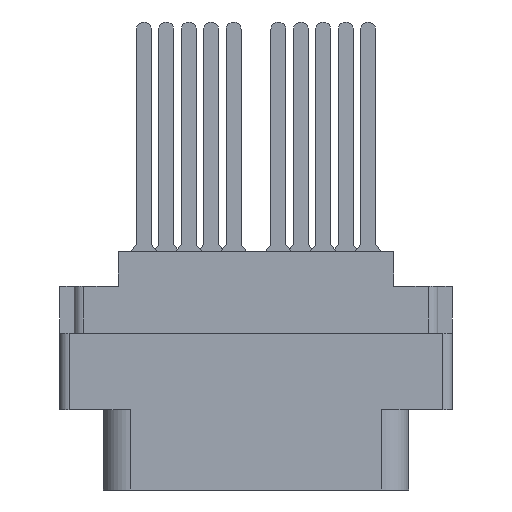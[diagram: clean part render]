
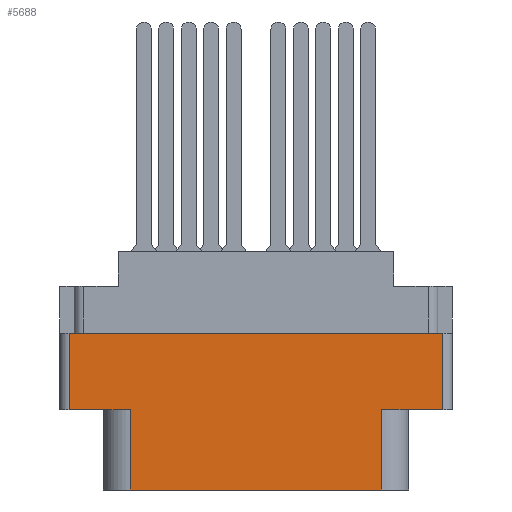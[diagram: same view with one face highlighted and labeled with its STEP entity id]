
A CAD part, front view. The second image highlights one B-rep face of the part: STEP entity #5688.
In plain terms, the highlighted planar face has unit normal (0, -1, 0).
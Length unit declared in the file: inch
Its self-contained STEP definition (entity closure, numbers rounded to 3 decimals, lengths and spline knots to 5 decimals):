
#86 = VECTOR ( 'NONE', #12768, 39.37008 ) ;
#638 = EDGE_CURVE ( 'NONE', #17564, #20787, #12413, .T. ) ;
#716 = VERTEX_POINT ( 'NONE', #23427 ) ;
#807 = FACE_OUTER_BOUND ( 'NONE', #4970, .T. ) ;
#2260 = VERTEX_POINT ( 'NONE', #7126 ) ;
#2582 = VECTOR ( 'NONE', #12347, 39.37008 ) ;
#2870 = CARTESIAN_POINT ( 'NONE',  ( 0.42052, -0.343, -0.529 ) ) ;
#3244 = EDGE_CURVE ( 'NONE', #20787, #716, #14320, .T. ) ;
#3325 = LINE ( 'NONE', #23243, #22298 ) ;
#3697 = VERTEX_POINT ( 'NONE', #11822 ) ;
#3994 = VECTOR ( 'NONE', #19537, 39.37008 ) ;
#4970 = EDGE_LOOP ( 'NONE', ( #22908, #10828, #10552, #15459, #20012, #6531, #22240, #21073 ) ) ;
#5120 = VECTOR ( 'NONE', #22136, 39.37008 ) ;
#5411 = LINE ( 'NONE', #23187, #3994 ) ;
#5503 = CARTESIAN_POINT ( 'NONE',  ( -0.624, -0.343, -0.274 ) ) ;
#5688 = ADVANCED_FACE ( 'NONE', ( #807 ), #14384, .T. ) ;
#5893 = VERTEX_POINT ( 'NONE', #5503 ) ;
#5905 = EDGE_CURVE ( 'NONE', #5893, #23391, #16108, .T. ) ;
#6329 = VERTEX_POINT ( 'NONE', #12200 ) ;
#6531 = ORIENTED_EDGE ( 'NONE', *, *, #3244, .T. ) ;
#6665 = VECTOR ( 'NONE', #15661, 39.37008 ) ;
#7126 = CARTESIAN_POINT ( 'NONE',  ( -0.42052, -0.343, -0.529 ) ) ;
#8383 = CARTESIAN_POINT ( 'NONE',  ( -0.656, -0.343, -0.798 ) ) ;
#8661 = EDGE_CURVE ( 'NONE', #6329, #2260, #13387, .T. ) ;
#8724 = DIRECTION ( 'NONE',  ( 0., 0., -1. ) ) ;
#8743 = CARTESIAN_POINT ( 'NONE',  ( -0.42052, -0.343, -0.798 ) ) ;
#10445 = DIRECTION ( 'NONE',  ( 0., -1., 0. ) ) ;
#10552 = ORIENTED_EDGE ( 'NONE', *, *, #8661, .T. ) ;
#10828 = ORIENTED_EDGE ( 'NONE', *, *, #16279, .T. ) ;
#11822 = CARTESIAN_POINT ( 'NONE',  ( 0.624, -0.343, -0.529 ) ) ;
#12153 = CARTESIAN_POINT ( 'NONE',  ( 0., -0.343, -0.529 ) ) ;
#12172 = DIRECTION ( 'NONE',  ( 0., 0., 1. ) ) ;
#12200 = CARTESIAN_POINT ( 'NONE',  ( -0.624, -0.343, -0.529 ) ) ;
#12347 = DIRECTION ( 'NONE',  ( 1., 0., 0. ) ) ;
#12413 = LINE ( 'NONE', #8383, #2582 ) ;
#12768 = DIRECTION ( 'NONE',  ( 0., 0., -1. ) ) ;
#12779 = LINE ( 'NONE', #17617, #86 ) ;
#13387 = LINE ( 'NONE', #12153, #20528 ) ;
#13557 = AXIS2_PLACEMENT_3D ( 'NONE', #19734, #10445, #8724 ) ;
#14320 = LINE ( 'NONE', #2870, #19170 ) ;
#14384 = PLANE ( 'NONE',  #13557 ) ;
#15459 = ORIENTED_EDGE ( 'NONE', *, *, #22574, .T. ) ;
#15661 = DIRECTION ( 'NONE',  ( -1., 0., 0. ) ) ;
#16108 = LINE ( 'NONE', #21818, #5120 ) ;
#16279 = EDGE_CURVE ( 'NONE', #5893, #6329, #5411, .T. ) ;
#16512 = CARTESIAN_POINT ( 'NONE',  ( 0.42052, -0.343, -0.798 ) ) ;
#17052 = LINE ( 'NONE', #19216, #6665 ) ;
#17564 = VERTEX_POINT ( 'NONE', #8743 ) ;
#17617 = CARTESIAN_POINT ( 'NONE',  ( -0.42052, -0.343, -0.798 ) ) ;
#17791 = DIRECTION ( 'NONE',  ( 0., 0., 1. ) ) ;
#19170 = VECTOR ( 'NONE', #17791, 39.37008 ) ;
#19185 = DIRECTION ( 'NONE',  ( 1., 0., 0. ) ) ;
#19216 = CARTESIAN_POINT ( 'NONE',  ( 0., -0.343, -0.529 ) ) ;
#19537 = DIRECTION ( 'NONE',  ( 0., 0., -1. ) ) ;
#19734 = CARTESIAN_POINT ( 'NONE',  ( -0.656, -0.343, -0.798 ) ) ;
#20012 = ORIENTED_EDGE ( 'NONE', *, *, #638, .T. ) ;
#20528 = VECTOR ( 'NONE', #19185, 39.37008 ) ;
#20674 = EDGE_CURVE ( 'NONE', #3697, #23391, #3325, .T. ) ;
#20728 = CARTESIAN_POINT ( 'NONE',  ( 0.624, -0.343, -0.274 ) ) ;
#20787 = VERTEX_POINT ( 'NONE', #16512 ) ;
#21073 = ORIENTED_EDGE ( 'NONE', *, *, #20674, .T. ) ;
#21818 = CARTESIAN_POINT ( 'NONE',  ( 0., -0.343, -0.274 ) ) ;
#22136 = DIRECTION ( 'NONE',  ( 1., 0., 0. ) ) ;
#22240 = ORIENTED_EDGE ( 'NONE', *, *, #23466, .F. ) ;
#22298 = VECTOR ( 'NONE', #12172, 39.37008 ) ;
#22574 = EDGE_CURVE ( 'NONE', #2260, #17564, #12779, .T. ) ;
#22908 = ORIENTED_EDGE ( 'NONE', *, *, #5905, .F. ) ;
#23187 = CARTESIAN_POINT ( 'NONE',  ( -0.624, -0.343, -0.798 ) ) ;
#23243 = CARTESIAN_POINT ( 'NONE',  ( 0.624, -0.343, -0.798 ) ) ;
#23391 = VERTEX_POINT ( 'NONE', #20728 ) ;
#23427 = CARTESIAN_POINT ( 'NONE',  ( 0.42052, -0.343, -0.529 ) ) ;
#23466 = EDGE_CURVE ( 'NONE', #3697, #716, #17052, .T. ) ;
